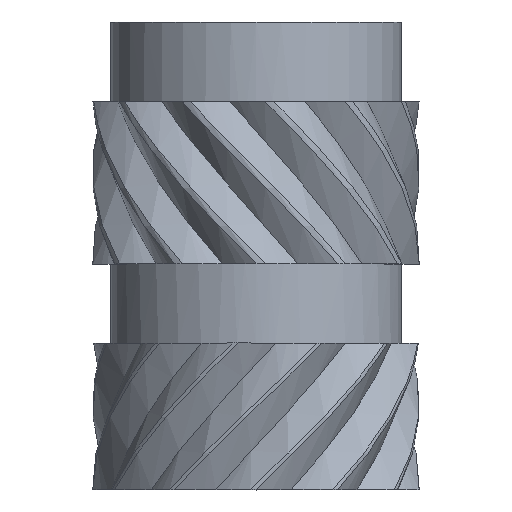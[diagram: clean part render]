
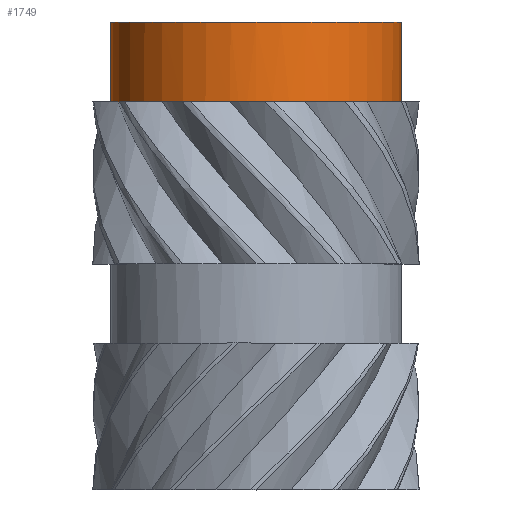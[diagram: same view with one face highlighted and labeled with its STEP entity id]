
A CAD part, top view. The second image highlights one B-rep face of the part: STEP entity #1749.
In plain terms, the highlighted cylindrical face has radius 1.867 mm (diameter 3.734 mm), a full revolution.
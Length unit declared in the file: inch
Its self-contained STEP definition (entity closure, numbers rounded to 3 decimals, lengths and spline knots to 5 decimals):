
#14=LINE('',#4866,#17);
#17=VECTOR('',#2244,0.0735);
#118=CYLINDRICAL_SURFACE('',#1940,0.0735);
#202=FACE_OUTER_BOUND('',#316,.T.);
#316=EDGE_LOOP('',(#1354,#1355,#1356,#1357,#1358,#1359,#1360,#1361,#1362,
#1363,#1364,#1365,#1366,#1367,#1368,#1369));
#497=CIRCLE('',#1802,0.0735);
#498=CIRCLE('',#1803,0.0735);
#503=CIRCLE('',#1811,0.0735);
#507=CIRCLE('',#1818,0.0735);
#511=CIRCLE('',#1825,0.0735);
#515=CIRCLE('',#1832,0.0735);
#519=CIRCLE('',#1839,0.0735);
#523=CIRCLE('',#1846,0.0735);
#527=CIRCLE('',#1853,0.0735);
#531=CIRCLE('',#1860,0.0735);
#535=CIRCLE('',#1867,0.0735);
#537=CIRCLE('',#1870,0.0735);
#579=CIRCLE('',#1941,0.0735);
#580=CIRCLE('',#1942,0.0735);
#591=VERTEX_POINT('',#2340);
#592=VERTEX_POINT('',#2347);
#593=VERTEX_POINT('',#2349);
#600=VERTEX_POINT('',#2500);
#606=VERTEX_POINT('',#2643);
#612=VERTEX_POINT('',#2786);
#618=VERTEX_POINT('',#2929);
#624=VERTEX_POINT('',#3072);
#630=VERTEX_POINT('',#3215);
#636=VERTEX_POINT('',#3358);
#642=VERTEX_POINT('',#3501);
#648=VERTEX_POINT('',#3644);
#651=VERTEX_POINT('',#3766);
#731=VERTEX_POINT('',#4865);
#742=EDGE_CURVE('',#592,#591,#497,.T.);
#743=EDGE_CURVE('',#593,#592,#498,.T.);
#756=EDGE_CURVE('',#600,#593,#503,.T.);
#767=EDGE_CURVE('',#606,#600,#507,.T.);
#778=EDGE_CURVE('',#612,#606,#511,.T.);
#789=EDGE_CURVE('',#618,#612,#515,.T.);
#800=EDGE_CURVE('',#624,#618,#519,.T.);
#811=EDGE_CURVE('',#630,#624,#523,.T.);
#822=EDGE_CURVE('',#636,#630,#527,.T.);
#833=EDGE_CURVE('',#642,#636,#531,.T.);
#844=EDGE_CURVE('',#648,#642,#535,.T.);
#856=EDGE_CURVE('',#651,#648,#537,.T.);
#972=EDGE_CURVE('',#592,#731,#14,.T.);
#973=EDGE_CURVE('',#731,#731,#579,.T.);
#974=EDGE_CURVE('',#591,#651,#580,.T.);
#1354=ORIENTED_EDGE('',*,*,#756,.T.);
#1355=ORIENTED_EDGE('',*,*,#743,.T.);
#1356=ORIENTED_EDGE('',*,*,#972,.T.);
#1357=ORIENTED_EDGE('',*,*,#973,.F.);
#1358=ORIENTED_EDGE('',*,*,#972,.F.);
#1359=ORIENTED_EDGE('',*,*,#742,.T.);
#1360=ORIENTED_EDGE('',*,*,#974,.T.);
#1361=ORIENTED_EDGE('',*,*,#856,.T.);
#1362=ORIENTED_EDGE('',*,*,#844,.T.);
#1363=ORIENTED_EDGE('',*,*,#833,.T.);
#1364=ORIENTED_EDGE('',*,*,#822,.T.);
#1365=ORIENTED_EDGE('',*,*,#811,.T.);
#1366=ORIENTED_EDGE('',*,*,#800,.T.);
#1367=ORIENTED_EDGE('',*,*,#789,.T.);
#1368=ORIENTED_EDGE('',*,*,#778,.T.);
#1369=ORIENTED_EDGE('',*,*,#767,.T.);
#1749=ADVANCED_FACE('',(#202),#118,.T.);
#1802=AXIS2_PLACEMENT_3D('',#2348,#1966,#1967);
#1803=AXIS2_PLACEMENT_3D('',#2350,#1968,#1969);
#1811=AXIS2_PLACEMENT_3D('',#2501,#1984,#1985);
#1818=AXIS2_PLACEMENT_3D('',#2644,#1998,#1999);
#1825=AXIS2_PLACEMENT_3D('',#2787,#2012,#2013);
#1832=AXIS2_PLACEMENT_3D('',#2930,#2026,#2027);
#1839=AXIS2_PLACEMENT_3D('',#3073,#2040,#2041);
#1846=AXIS2_PLACEMENT_3D('',#3216,#2054,#2055);
#1853=AXIS2_PLACEMENT_3D('',#3359,#2068,#2069);
#1860=AXIS2_PLACEMENT_3D('',#3502,#2082,#2083);
#1867=AXIS2_PLACEMENT_3D('',#3645,#2096,#2097);
#1870=AXIS2_PLACEMENT_3D('',#3873,#2102,#2103);
#1940=AXIS2_PLACEMENT_3D('',#4864,#2242,#2243);
#1941=AXIS2_PLACEMENT_3D('',#4867,#2245,#2246);
#1942=AXIS2_PLACEMENT_3D('',#4868,#2247,#2248);
#1966=DIRECTION('center_axis',(0.,1.,0.));
#1967=DIRECTION('ref_axis',(0.,0.,1.));
#1968=DIRECTION('center_axis',(0.,1.,0.));
#1969=DIRECTION('ref_axis',(0.,0.,1.));
#1984=DIRECTION('center_axis',(0.,1.,0.));
#1985=DIRECTION('ref_axis',(0.,0.,1.));
#1998=DIRECTION('center_axis',(0.,1.,0.));
#1999=DIRECTION('ref_axis',(0.,0.,1.));
#2012=DIRECTION('center_axis',(0.,1.,0.));
#2013=DIRECTION('ref_axis',(0.,0.,1.));
#2026=DIRECTION('center_axis',(0.,1.,0.));
#2027=DIRECTION('ref_axis',(0.,0.,1.));
#2040=DIRECTION('center_axis',(0.,1.,0.));
#2041=DIRECTION('ref_axis',(0.,0.,1.));
#2054=DIRECTION('center_axis',(0.,1.,0.));
#2055=DIRECTION('ref_axis',(0.,0.,1.));
#2068=DIRECTION('center_axis',(0.,1.,0.));
#2069=DIRECTION('ref_axis',(0.,0.,1.));
#2082=DIRECTION('center_axis',(0.,1.,0.));
#2083=DIRECTION('ref_axis',(0.,0.,1.));
#2096=DIRECTION('center_axis',(0.,1.,0.));
#2097=DIRECTION('ref_axis',(0.,0.,1.));
#2102=DIRECTION('center_axis',(0.,1.,0.));
#2103=DIRECTION('ref_axis',(0.,0.,1.));
#2242=DIRECTION('center_axis',(0.,-1.,0.));
#2243=DIRECTION('ref_axis',(0.,0.,-1.));
#2244=DIRECTION('',(0.,1.,0.));
#2245=DIRECTION('center_axis',(0.,1.,0.));
#2246=DIRECTION('ref_axis',(1.,0.,0.));
#2247=DIRECTION('center_axis',(0.,1.,0.));
#2248=DIRECTION('ref_axis',(0.,0.,1.));
#2340=CARTESIAN_POINT('',(0.02473,0.196,0.06922));
#2347=CARTESIAN_POINT('',(0.,0.196,0.0735));
#2348=CARTESIAN_POINT('Origin',(0.,0.196,0.));
#2349=CARTESIAN_POINT('',(-0.01319,0.196,0.07231));
#2350=CARTESIAN_POINT('Origin',(0.,0.196,0.));
#2500=CARTESIAN_POINT('',(-0.04758,0.196,0.05602));
#2501=CARTESIAN_POINT('Origin',(0.,0.196,0.));
#2643=CARTESIAN_POINT('',(-0.06922,0.196,0.02473));
#2644=CARTESIAN_POINT('Origin',(0.,0.196,0.));
#2786=CARTESIAN_POINT('',(-0.07231,0.196,-0.01319));
#2787=CARTESIAN_POINT('Origin',(0.,0.196,0.));
#2929=CARTESIAN_POINT('',(-0.05602,0.196,-0.04758));
#2930=CARTESIAN_POINT('Origin',(0.,0.196,0.));
#3072=CARTESIAN_POINT('',(-0.02473,0.196,-0.06922));
#3073=CARTESIAN_POINT('Origin',(0.,0.196,0.));
#3215=CARTESIAN_POINT('',(0.01319,0.196,-0.07231));
#3216=CARTESIAN_POINT('Origin',(0.,0.196,0.));
#3358=CARTESIAN_POINT('',(0.04758,0.196,-0.05602));
#3359=CARTESIAN_POINT('Origin',(0.,0.196,0.));
#3501=CARTESIAN_POINT('',(0.06922,0.196,-0.02473));
#3502=CARTESIAN_POINT('Origin',(0.,0.196,0.));
#3644=CARTESIAN_POINT('',(0.07231,0.196,0.01319));
#3645=CARTESIAN_POINT('Origin',(0.,0.196,0.));
#3766=CARTESIAN_POINT('',(0.05602,0.196,0.04758));
#3873=CARTESIAN_POINT('Origin',(0.,0.196,0.));
#4864=CARTESIAN_POINT('Origin',(0.,0.23622,0.));
#4865=CARTESIAN_POINT('',(0.,0.23622,0.0735));
#4866=CARTESIAN_POINT('',(0.,0.23622,0.0735));
#4867=CARTESIAN_POINT('Origin',(0.,0.23622,0.));
#4868=CARTESIAN_POINT('Origin',(0.,0.196,0.));
